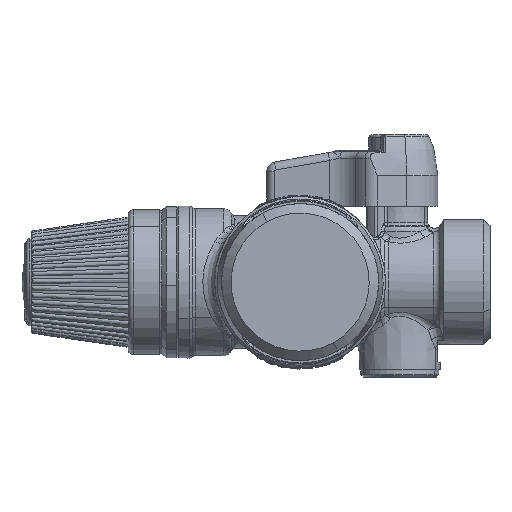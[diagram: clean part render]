
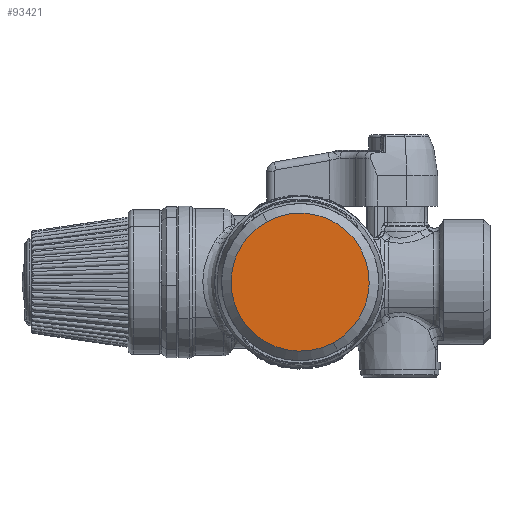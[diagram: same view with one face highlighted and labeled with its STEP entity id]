
A CAD part, left-side view. The second image highlights one B-rep face of the part: STEP entity #93421.
In plain terms, the highlighted planar face has unit normal (-1, 0, 0).
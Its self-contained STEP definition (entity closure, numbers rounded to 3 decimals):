
#88576=CARTESIAN_POINT('Vertex',(-93.,-4.976,-12.769)) ;
#88583=CARTESIAN_POINT('Vertex',(-93.,8.976,12.769)) ;
#88586=CARTESIAN_POINT('Axis2P3D Location',(-93.,2.,0.)) ;
#88833=CARTESIAN_POINT('Axis2P3D Location',(-93.,2.,0.)) ;
#93412=CARTESIAN_POINT('Axis2P3D Location',(-93.,2.,-16.55)) ;
#88587=DIRECTION('Axis2P3D Direction',(-1.,0.,0.)) ;
#88834=DIRECTION('Axis2P3D Direction',(-1.,0.,0.)) ;
#93413=DIRECTION('Axis2P3D Direction',(-1.,0.,0.)) ;
#93414=DIRECTION('Axis2P3D XDirection',(0.,1.,0.)) ;
#88588=AXIS2_PLACEMENT_3D('Circle Axis2P3D',#88586,#88587,$) ;
#88835=AXIS2_PLACEMENT_3D('Circle Axis2P3D',#88833,#88834,$) ;
#93415=AXIS2_PLACEMENT_3D('Plane Axis2P3D',#93412,#93413,#93414) ;
#88589=CIRCLE('generated circle',#88588,14.55) ;
#88836=CIRCLE('generated circle',#88835,14.55) ;
#93416=PLANE('',#93415) ;
#88590=EDGE_CURVE('',#88577,#88584,#88589,.T.) ;
#88837=EDGE_CURVE('',#88584,#88577,#88836,.T.) ;
#93418=ORIENTED_EDGE('',*,*,#88837,.T.) ;
#93419=ORIENTED_EDGE('',*,*,#88590,.T.) ;
#93417=EDGE_LOOP('',(#93418,#93419)) ;
#88577=VERTEX_POINT('',#88576) ;
#88584=VERTEX_POINT('',#88583) ;
#93421=ADVANCED_FACE('PartBody',(#93420),#93416,.T.) ;
#93420=FACE_OUTER_BOUND('',#93417,.T.) ;
